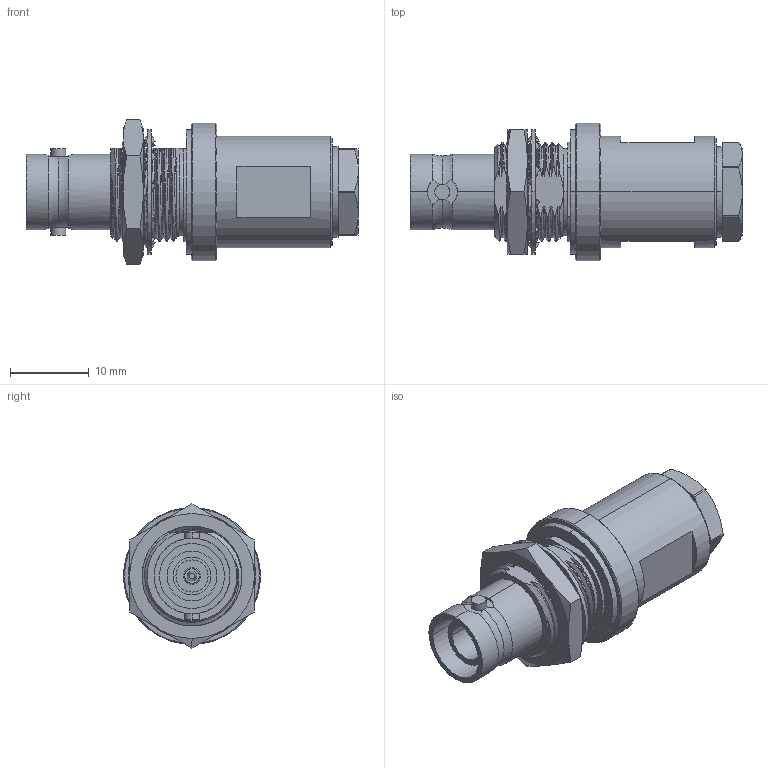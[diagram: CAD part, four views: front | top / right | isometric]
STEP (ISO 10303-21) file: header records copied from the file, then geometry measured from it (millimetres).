
FILE_DESCRIPTION (( 'STEP AP203' ), '1' );
FILE_NAME ('PE44093.step', '2019-03-11T20:44:41', ( '' ), ( '' ), 'SwSTEP 2.0', 'SolidWorks 2017', '' );
FILE_SCHEMA (( 'CONFIG_CONTROL_DESIGN' ));
Length unit declared in the file: inch
Products named in the file (1): PE44093
Bounding box: 42.22 x 17.45 x 18.33 mm (x, y, z)
Volume: 5076 mm3; surface area: 4054.5 mm2
Topology: 4 solids, 4 shells, 281 faces, 767 edges, 508 vertices
Faces by surface type: cylinder 87, bspline 75, plane 70, cone 41, torus 8
Entity records: 24084 total; most frequent: CARTESIAN_POINT 17627, ORIENTED_EDGE 1534, DIRECTION 1079, EDGE_CURVE 767, VERTEX_POINT 508, AXIS2_PLACEMENT_3D 418, EDGE_LOOP 301, ADVANCED_FACE 281
